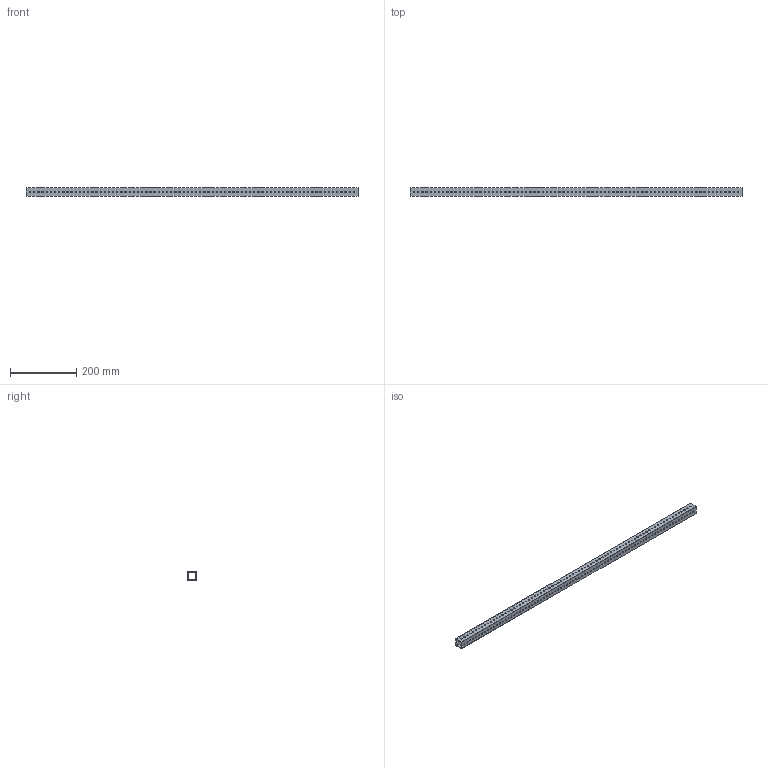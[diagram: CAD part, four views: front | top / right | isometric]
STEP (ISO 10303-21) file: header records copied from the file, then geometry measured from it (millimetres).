
FILE_DESCRIPTION(/* description */ (''),/* implementation_level */ '2;1');
FILE_NAME(/* name */ 'Patterned SHS 12_5 holes 1_5 thick.stp',/* time_stamp */ '2026-01-02T22:10:44+08:00',/* author */ ('robpl'),/* organization */ (''),/* preprocessor_version */ 'ST-DEVELOPER v20',/* originating_system */ 'Autodesk Inventor 2024',/* authorisation */ '');
FILE_SCHEMA (('AUTOMOTIVE_DESIGN { 1 0 10303 214 3 1 1 }'));
Length unit declared in the file: millimetre
Products named in the file (1): Predrilled SHS 12_5 holes 1_5 thick
Bounding box: 1000 x 25 x 25 mm (x, y, z)
Volume: 135043.5 mm3; surface area: 186296.5 mm2
Topology: 1 solids, 1 shells, 326 faces, 972 edges, 648 vertices
Faces by surface type: cylinder 316, plane 10
Full cylindrical faces by diameter (mm): 4 x316
Entity records: 12659 total; most frequent: DIRECTION 2258, CARTESIAN_POINT 1947, ORIENTED_EDGE 1944, EDGE_CURVE 972, EDGE_LOOP 960, AXIS2_PLACEMENT_3D 959, VERTEX_POINT 648, FACE_BOUND 634
